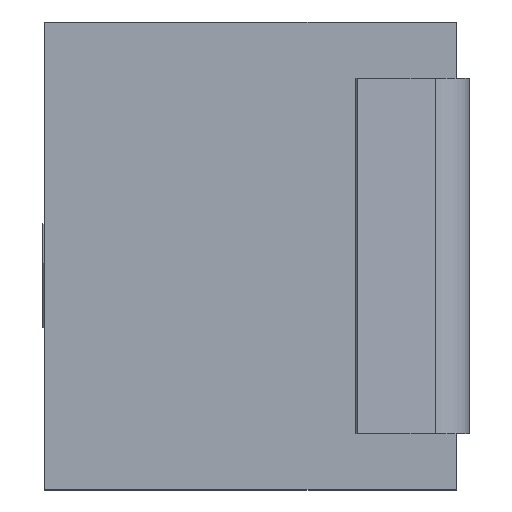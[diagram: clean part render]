
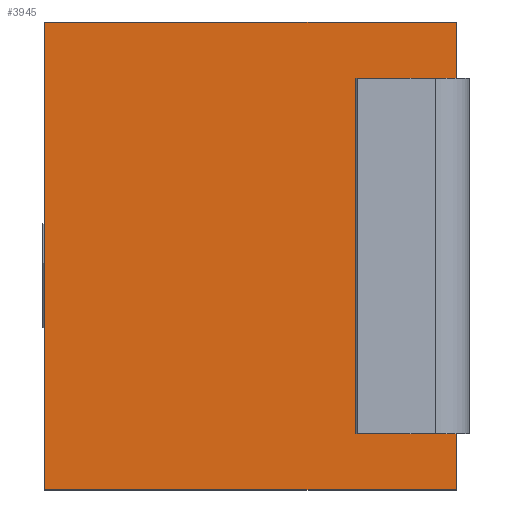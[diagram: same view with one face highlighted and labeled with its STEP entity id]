
A CAD part, left-side view. The second image highlights one B-rep face of the part: STEP entity #3945.
In plain terms, the highlighted planar face has unit normal (-1, 0, 0).
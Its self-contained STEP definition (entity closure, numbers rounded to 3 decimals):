
#35 = EDGE_CURVE ( 'NONE', #3858, #1872, #2534, .T. ) ;
#105 = DIRECTION ( 'NONE',  ( 0., -1., 0. ) ) ;
#257 = EDGE_CURVE ( 'NONE', #1872, #3005, #1178, .T. ) ;
#335 = DIRECTION ( 'NONE',  ( 0., 0., -1. ) ) ;
#407 = EDGE_CURVE ( 'NONE', #3920, #3005, #2265, .T. ) ;
#495 = ORIENTED_EDGE ( 'NONE', *, *, #951, .T. ) ;
#667 = VECTOR ( 'NONE', #1240, 1000. ) ;
#870 = CARTESIAN_POINT ( 'NONE',  ( -1.48, 2.27, 1.25 ) ) ;
#951 = EDGE_CURVE ( 'NONE', #3858, #3920, #3674, .T. ) ;
#1178 = LINE ( 'NONE', #1505, #3004 ) ;
#1240 = DIRECTION ( 'NONE',  ( 0., 0., 1. ) ) ;
#1407 = DIRECTION ( 'NONE',  ( 0., -1., 0. ) ) ;
#1429 = VECTOR ( 'NONE', #2509, 1000. ) ;
#1505 = CARTESIAN_POINT ( 'NONE',  ( -1.48, 2.27, 1.25 ) ) ;
#1544 = CARTESIAN_POINT ( 'NONE',  ( -1.48, 0.07, 1.25 ) ) ;
#1663 = ORIENTED_EDGE ( 'NONE', *, *, #35, .F. ) ;
#1668 = CARTESIAN_POINT ( 'NONE',  ( -1.48, 2.27, -1.25 ) ) ;
#1872 = VERTEX_POINT ( 'NONE', #870 ) ;
#1943 = FACE_OUTER_BOUND ( 'NONE', #2102, .T. ) ;
#2102 = EDGE_LOOP ( 'NONE', ( #3563, #3713, #1663, #495 ) ) ;
#2236 = PLANE ( 'NONE',  #2296 ) ;
#2265 = LINE ( 'NONE', #3527, #667 ) ;
#2296 = AXIS2_PLACEMENT_3D ( 'NONE', #2600, #3567, #335 ) ;
#2384 = VECTOR ( 'NONE', #1407, 1000. ) ;
#2509 = DIRECTION ( 'NONE',  ( 0., 0., 1. ) ) ;
#2534 = LINE ( 'NONE', #4288, #1429 ) ;
#2600 = CARTESIAN_POINT ( 'NONE',  ( -1.48, 2.27, -1.25 ) ) ;
#3004 = VECTOR ( 'NONE', #105, 1000. ) ;
#3005 = VERTEX_POINT ( 'NONE', #1544 ) ;
#3072 = CARTESIAN_POINT ( 'NONE',  ( -1.48, 2.27, -1.25 ) ) ;
#3527 = CARTESIAN_POINT ( 'NONE',  ( -1.48, 0.07, -1.25 ) ) ;
#3563 = ORIENTED_EDGE ( 'NONE', *, *, #407, .T. ) ;
#3567 = DIRECTION ( 'NONE',  ( 1., 0., 0. ) ) ;
#3674 = LINE ( 'NONE', #1668, #2384 ) ;
#3713 = ORIENTED_EDGE ( 'NONE', *, *, #257, .F. ) ;
#3788 = CARTESIAN_POINT ( 'NONE',  ( -1.48, 0.07, -1.25 ) ) ;
#3858 = VERTEX_POINT ( 'NONE', #3072 ) ;
#3920 = VERTEX_POINT ( 'NONE', #3788 ) ;
#3945 = ADVANCED_FACE ( 'NONE', ( #1943 ), #2236, .F. ) ;
#4288 = CARTESIAN_POINT ( 'NONE',  ( -1.48, 2.27, -1.25 ) ) ;
